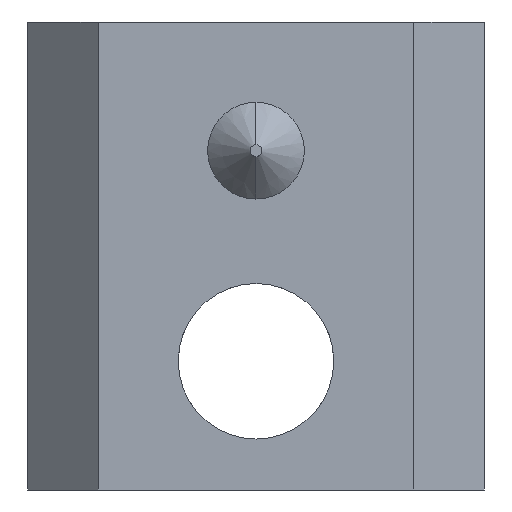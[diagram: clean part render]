
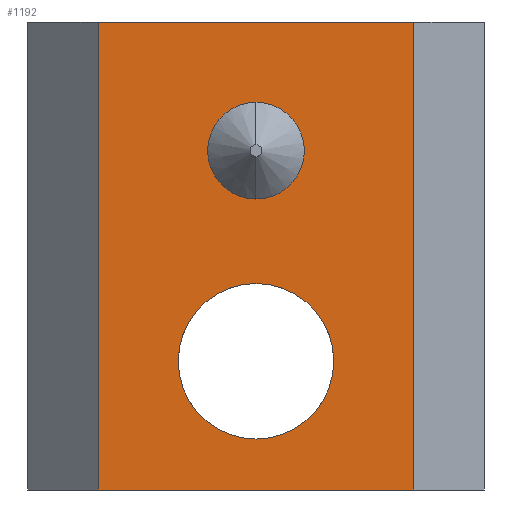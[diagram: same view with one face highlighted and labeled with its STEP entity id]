
A CAD part, front view. The second image highlights one B-rep face of the part: STEP entity #1192.
In plain terms, the highlighted planar face has unit normal (0, -1, 0).
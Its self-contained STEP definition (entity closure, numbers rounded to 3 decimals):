
#15 = DIRECTION ( 'NONE',  ( 0., 0., 1. ) ) ;
#16 = ORIENTED_EDGE ( 'NONE', *, *, #568, .T. ) ;
#29 = VECTOR ( 'NONE', #307, 1000. ) ;
#35 = AXIS2_PLACEMENT_3D ( 'NONE', #119, #1010, #15 ) ;
#59 = VERTEX_POINT ( 'NONE', #1000 ) ;
#62 = PLANE ( 'NONE',  #858 ) ;
#73 = CARTESIAN_POINT ( 'NONE',  ( -6.75, -10.6, 0. ) ) ;
#85 = EDGE_LOOP ( 'NONE', ( #882, #734 ) ) ;
#91 = FACE_BOUND ( 'NONE', #96, .T. ) ;
#96 = EDGE_LOOP ( 'NONE', ( #16, #428 ) ) ;
#119 = CARTESIAN_POINT ( 'NONE',  ( 0., -10.6, 14.5 ) ) ;
#147 = CARTESIAN_POINT ( 'NONE',  ( 0., -10.6, 5.5 ) ) ;
#163 = DIRECTION ( 'NONE',  ( 0., 0., 1. ) ) ;
#170 = VERTEX_POINT ( 'NONE', #1012 ) ;
#177 = VERTEX_POINT ( 'NONE', #214 ) ;
#211 = CARTESIAN_POINT ( 'NONE',  ( 6.584, -10.6, 0. ) ) ;
#214 = CARTESIAN_POINT ( 'NONE',  ( 0., -10.6, 2.176 ) ) ;
#230 = EDGE_CURVE ( 'NONE', #426, #748, #1218, .T. ) ;
#307 = DIRECTION ( 'NONE',  ( 1., 0., 0. ) ) ;
#311 = VECTOR ( 'NONE', #373, 1000. ) ;
#330 = AXIS2_PLACEMENT_3D ( 'NONE', #552, #1282, #163 ) ;
#332 = DIRECTION ( 'NONE',  ( 0., 0., 1. ) ) ;
#369 = VERTEX_POINT ( 'NONE', #1061 ) ;
#373 = DIRECTION ( 'NONE',  ( 0., 0., 1. ) ) ;
#410 = EDGE_CURVE ( 'NONE', #177, #668, #769, .T. ) ;
#419 = CIRCLE ( 'NONE', #35, 2.067 ) ;
#426 = VERTEX_POINT ( 'NONE', #968 ) ;
#428 = ORIENTED_EDGE ( 'NONE', *, *, #526, .T. ) ;
#478 = LINE ( 'NONE', #1021, #1285 ) ;
#488 = DIRECTION ( 'NONE',  ( 0., 1., 0. ) ) ;
#523 = DIRECTION ( 'NONE',  ( 0., 1., 0. ) ) ;
#526 = EDGE_CURVE ( 'NONE', #1159, #170, #802, .T. ) ;
#530 = LINE ( 'NONE', #900, #311 ) ;
#547 = EDGE_CURVE ( 'NONE', #748, #369, #530, .T. ) ;
#552 = CARTESIAN_POINT ( 'NONE',  ( 0., -10.6, 5.5 ) ) ;
#564 = CARTESIAN_POINT ( 'NONE',  ( 6.584, -10.6, 0. ) ) ;
#568 = EDGE_CURVE ( 'NONE', #170, #1159, #419, .T. ) ;
#572 = DIRECTION ( 'NONE',  ( 0., 0., -1. ) ) ;
#600 = LINE ( 'NONE', #73, #1203 ) ;
#630 = CARTESIAN_POINT ( 'NONE',  ( 6.75, -10.6, 0. ) ) ;
#657 = EDGE_CURVE ( 'NONE', #369, #59, #478, .T. ) ;
#668 = VERTEX_POINT ( 'NONE', #1243 ) ;
#675 = DIRECTION ( 'NONE',  ( 0., 0., 1. ) ) ;
#719 = DIRECTION ( 'NONE',  ( -1., 0., 0. ) ) ;
#734 = ORIENTED_EDGE ( 'NONE', *, *, #410, .T. ) ;
#748 = VERTEX_POINT ( 'NONE', #630 ) ;
#762 = EDGE_CURVE ( 'NONE', #668, #177, #816, .T. ) ;
#769 = CIRCLE ( 'NONE', #330, 3.324 ) ;
#773 = ORIENTED_EDGE ( 'NONE', *, *, #889, .T. ) ;
#802 = CIRCLE ( 'NONE', #1065, 2.067 ) ;
#816 = CIRCLE ( 'NONE', #1216, 3.324 ) ;
#835 = EDGE_LOOP ( 'NONE', ( #773, #1288, #1256, #1219 ) ) ;
#858 = AXIS2_PLACEMENT_3D ( 'NONE', #564, #1103, #572 ) ;
#874 = DIRECTION ( 'NONE',  ( 0., 0., -1. ) ) ;
#882 = ORIENTED_EDGE ( 'NONE', *, *, #762, .T. ) ;
#889 = EDGE_CURVE ( 'NONE', #59, #426, #600, .T. ) ;
#900 = CARTESIAN_POINT ( 'NONE',  ( 6.75, -10.6, 0. ) ) ;
#968 = CARTESIAN_POINT ( 'NONE',  ( -6.75, -10.6, 0. ) ) ;
#1000 = CARTESIAN_POINT ( 'NONE',  ( -6.75, -10.6, 20. ) ) ;
#1010 = DIRECTION ( 'NONE',  ( 0., 1., 0. ) ) ;
#1012 = CARTESIAN_POINT ( 'NONE',  ( 0., -10.6, 16.567 ) ) ;
#1021 = CARTESIAN_POINT ( 'NONE',  ( 6.584, -10.6, 20. ) ) ;
#1061 = CARTESIAN_POINT ( 'NONE',  ( 6.75, -10.6, 20. ) ) ;
#1065 = AXIS2_PLACEMENT_3D ( 'NONE', #1200, #488, #675 ) ;
#1103 = DIRECTION ( 'NONE',  ( 0., -1., 0. ) ) ;
#1159 = VERTEX_POINT ( 'NONE', #1280 ) ;
#1187 = FACE_OUTER_BOUND ( 'NONE', #835, .T. ) ;
#1192 = ADVANCED_FACE ( 'NONE', ( #1266, #91, #1187 ), #62, .T. ) ;
#1200 = CARTESIAN_POINT ( 'NONE',  ( 0., -10.6, 14.5 ) ) ;
#1203 = VECTOR ( 'NONE', #874, 1000. ) ;
#1216 = AXIS2_PLACEMENT_3D ( 'NONE', #147, #523, #332 ) ;
#1218 = LINE ( 'NONE', #211, #29 ) ;
#1219 = ORIENTED_EDGE ( 'NONE', *, *, #657, .T. ) ;
#1243 = CARTESIAN_POINT ( 'NONE',  ( 0., -10.6, 8.823 ) ) ;
#1256 = ORIENTED_EDGE ( 'NONE', *, *, #547, .T. ) ;
#1266 = FACE_BOUND ( 'NONE', #85, .T. ) ;
#1280 = CARTESIAN_POINT ( 'NONE',  ( 0., -10.6, 12.433 ) ) ;
#1282 = DIRECTION ( 'NONE',  ( 0., 1., 0. ) ) ;
#1285 = VECTOR ( 'NONE', #719, 1000. ) ;
#1288 = ORIENTED_EDGE ( 'NONE', *, *, #230, .T. ) ;
